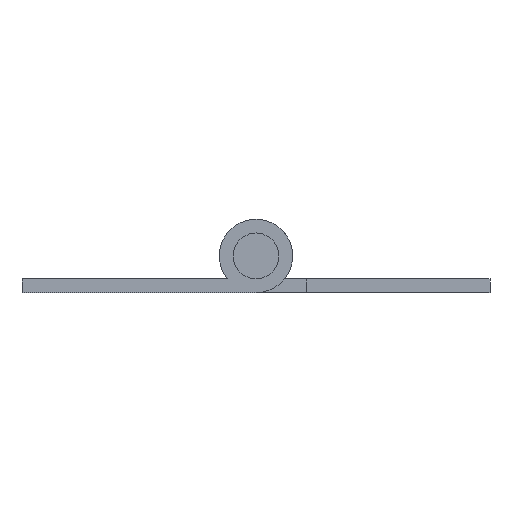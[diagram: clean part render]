
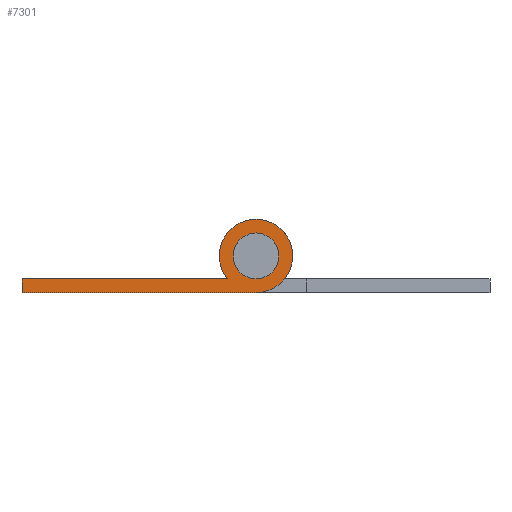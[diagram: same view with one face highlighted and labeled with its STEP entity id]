
A CAD part, front view. The second image highlights one B-rep face of the part: STEP entity #7301.
In plain terms, the highlighted planar face has unit normal (0, -1, 0).
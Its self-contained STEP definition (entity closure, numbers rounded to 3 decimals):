
#280 = DIRECTION ( 'NONE',  ( 1., 0., 0. ) ) ;
#367 = CARTESIAN_POINT ( 'NONE',  ( 0., -914.5, 0. ) ) ;
#420 = CARTESIAN_POINT ( 'NONE',  ( 0., -914.5, -4. ) ) ;
#452 = DIRECTION ( 'NONE',  ( 0., 1., 0. ) ) ;
#461 = DIRECTION ( 'NONE',  ( 0., 1., 0. ) ) ;
#874 = ORIENTED_EDGE ( 'NONE', *, *, #3865, .T. ) ;
#1280 = VERTEX_POINT ( 'NONE', #7544 ) ;
#1527 = VERTEX_POINT ( 'NONE', #6546 ) ;
#1617 = ORIENTED_EDGE ( 'NONE', *, *, #3206, .F. ) ;
#1653 = DIRECTION ( 'NONE',  ( 0., 1., 0. ) ) ;
#1868 = CIRCLE ( 'NONE', #8101, 2.5 ) ;
#1942 = DIRECTION ( 'NONE',  ( 0., 0., 1. ) ) ;
#2045 = EDGE_CURVE ( 'NONE', #1527, #8139, #5756, .T. ) ;
#2127 = AXIS2_PLACEMENT_3D ( 'NONE', #5581, #1653, #6251 ) ;
#2210 = VERTEX_POINT ( 'NONE', #7482 ) ;
#2494 = DIRECTION ( 'NONE',  ( -1., 0., 0. ) ) ;
#2670 = CARTESIAN_POINT ( 'NONE',  ( -25.5, -914.5, -4. ) ) ;
#2789 = VERTEX_POINT ( 'NONE', #3869 ) ;
#2900 = FACE_OUTER_BOUND ( 'NONE', #6362, .T. ) ;
#2993 = DIRECTION ( 'NONE',  ( 0., 0., 1. ) ) ;
#3206 = EDGE_CURVE ( 'NONE', #2210, #1527, #5356, .T. ) ;
#3518 = ORIENTED_EDGE ( 'NONE', *, *, #7562, .F. ) ;
#3592 = AXIS2_PLACEMENT_3D ( 'NONE', #367, #452, #2993 ) ;
#3865 = EDGE_CURVE ( 'NONE', #2789, #1280, #1868, .T. ) ;
#3869 = CARTESIAN_POINT ( 'NONE',  ( 0., -914.5, 2.5 ) ) ;
#4259 = CARTESIAN_POINT ( 'NONE',  ( -25.5, -914.5, -2.5 ) ) ;
#4325 = CIRCLE ( 'NONE', #2127, 2.5 ) ;
#4618 = CARTESIAN_POINT ( 'NONE',  ( 0., -914.5, 0. ) ) ;
#4627 = LINE ( 'NONE', #4259, #8453 ) ;
#5062 = EDGE_CURVE ( 'NONE', #8139, #6401, #4627, .T. ) ;
#5284 = DIRECTION ( 'NONE',  ( 0., 0., 1. ) ) ;
#5356 = LINE ( 'NONE', #420, #5837 ) ;
#5581 = CARTESIAN_POINT ( 'NONE',  ( 0., -914.5, 0. ) ) ;
#5669 = ORIENTED_EDGE ( 'NONE', *, *, #2045, .F. ) ;
#5697 = PLANE ( 'NONE',  #3592 ) ;
#5753 = CARTESIAN_POINT ( 'NONE',  ( 0., -914.5, 0. ) ) ;
#5756 = LINE ( 'NONE', #2670, #6474 ) ;
#5781 = ORIENTED_EDGE ( 'NONE', *, *, #5062, .F. ) ;
#5789 = AXIS2_PLACEMENT_3D ( 'NONE', #4618, #7318, #5284 ) ;
#5837 = VECTOR ( 'NONE', #2494, 1000. ) ;
#5847 = ORIENTED_EDGE ( 'NONE', *, *, #7876, .T. ) ;
#5919 = CARTESIAN_POINT ( 'NONE',  ( -3.122, -914.5, -2.5 ) ) ;
#6251 = DIRECTION ( 'NONE',  ( 0., 0., 1. ) ) ;
#6362 = EDGE_LOOP ( 'NONE', ( #3518, #5781, #5669, #1617 ) ) ;
#6401 = VERTEX_POINT ( 'NONE', #5919 ) ;
#6474 = VECTOR ( 'NONE', #1942, 1000. ) ;
#6546 = CARTESIAN_POINT ( 'NONE',  ( -25.5, -914.5, -4. ) ) ;
#6596 = CIRCLE ( 'NONE', #5789, 4. ) ;
#6914 = FACE_BOUND ( 'NONE', #7751, .T. ) ;
#7177 = DIRECTION ( 'NONE',  ( 0., 0., 1. ) ) ;
#7301 = ADVANCED_FACE ( 'NONE', ( #2900, #6914 ), #5697, .F. ) ;
#7318 = DIRECTION ( 'NONE',  ( 0., 1., 0. ) ) ;
#7482 = CARTESIAN_POINT ( 'NONE',  ( 0., -914.5, -4. ) ) ;
#7544 = CARTESIAN_POINT ( 'NONE',  ( 0., -914.5, -2.5 ) ) ;
#7562 = EDGE_CURVE ( 'NONE', #6401, #2210, #6596, .T. ) ;
#7751 = EDGE_LOOP ( 'NONE', ( #5847, #874 ) ) ;
#7876 = EDGE_CURVE ( 'NONE', #1280, #2789, #4325, .T. ) ;
#8101 = AXIS2_PLACEMENT_3D ( 'NONE', #5753, #461, #7177 ) ;
#8139 = VERTEX_POINT ( 'NONE', #8364 ) ;
#8364 = CARTESIAN_POINT ( 'NONE',  ( -25.5, -914.5, -2.5 ) ) ;
#8453 = VECTOR ( 'NONE', #280, 1000. ) ;
